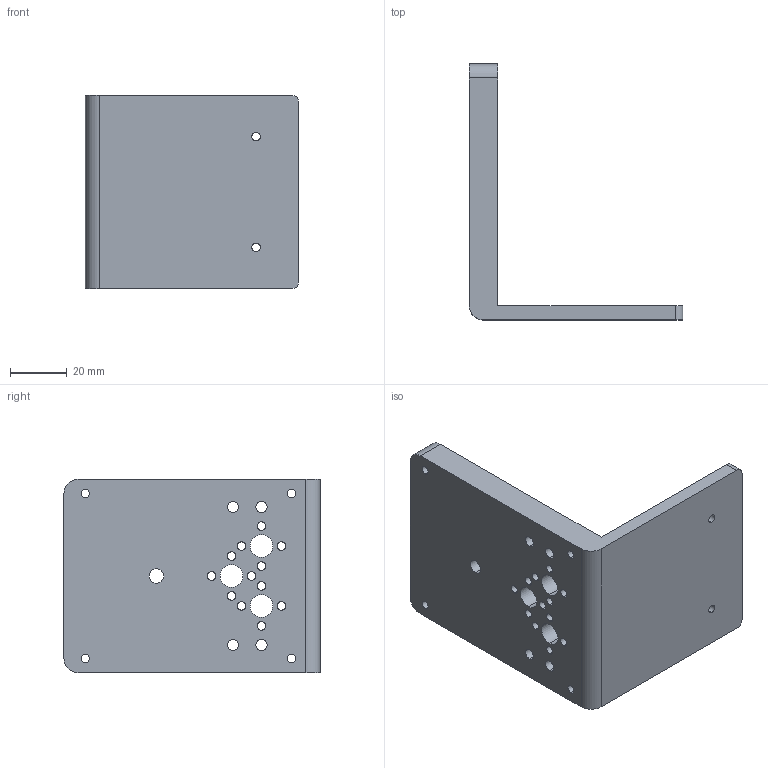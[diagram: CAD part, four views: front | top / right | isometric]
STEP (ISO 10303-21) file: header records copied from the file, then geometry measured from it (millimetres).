
FILE_DESCRIPTION (( 'STEP AP214' ), '1' );
FILE_NAME ('s.STEP', '2023-12-10T18:39:39', ( '' ), ( '' ), 'SwSTEP 2.0', 'SolidWorks 2022', '' );
FILE_SCHEMA (( 'AUTOMOTIVE_DESIGN' ));
Length unit declared in the file: millimetre
Products named in the file (1): s
Bounding box: 75 x 90 x 68 mm (x, y, z)
Volume: 79405.8 mm3; surface area: 26972.9 mm2
Topology: 1 solids, 1 shells, 65 faces, 189 edges, 126 vertices
Faces by surface type: cylinder 57, plane 8
Entity records: 2355 total; most frequent: DIRECTION 435, CARTESIAN_POINT 381, ORIENTED_EDGE 378, EDGE_CURVE 189, AXIS2_PLACEMENT_3D 180, VERTEX_POINT 126, EDGE_LOOP 117, CIRCLE 114
